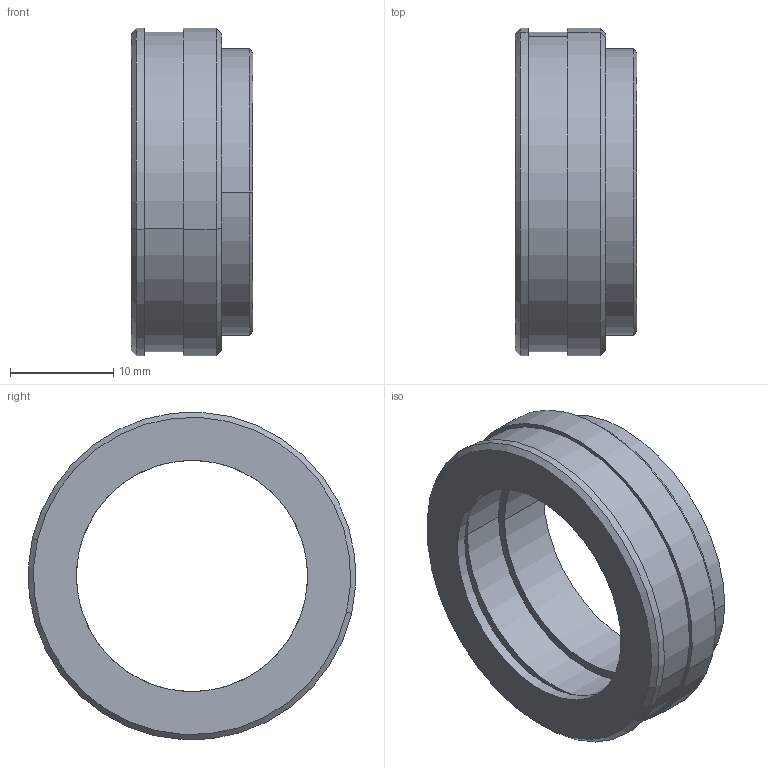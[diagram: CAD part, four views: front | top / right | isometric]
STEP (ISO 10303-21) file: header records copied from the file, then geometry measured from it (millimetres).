
FILE_DESCRIPTION((''),'2;1');
FILE_NAME('50015_O.stp','2004-04-19T14:56:56',('PODLENA'),(''),'Autodesk Inventor 8','Autodesk Inventor 8','');
FILE_SCHEMA(('AUTOMOTIVE_DESIGN { 1 0 10303 214 1 1 1 1 }'));
Length unit declared in the file: inch
Products named in the file (3): 50015_O; 50097; 50095
Assembly tree (2 placements, depth 2):
  50015_O
    50097
    50095
Bounding box: 11.81 x 31.7 x 31.7 mm (x, y, z)
Volume: 3689 mm3; surface area: 4374.5 mm2
Topology: 2 solids, 2 shells, 38 faces, 76 edges, 46 vertices
Faces by surface type: cylinder 18, cone 12, plane 8
Entity records: 1084 total; most frequent: DIRECTION 208, CARTESIAN_POINT 165, ORIENTED_EDGE 152, AXIS2_PLACEMENT_3D 89, EDGE_CURVE 76, VERTEX_POINT 46, CIRCLE 46, EDGE_LOOP 46
